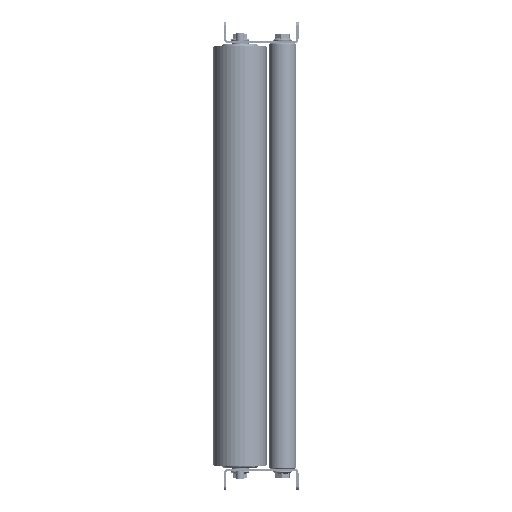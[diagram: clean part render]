
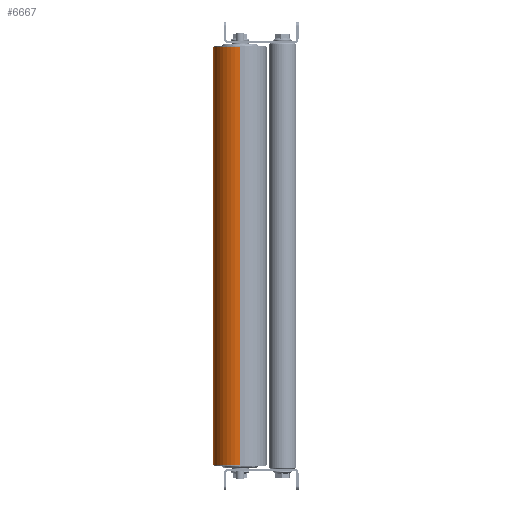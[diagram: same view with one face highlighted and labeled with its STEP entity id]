
A CAD part, left-side view. The second image highlights one B-rep face of the part: STEP entity #6667.
In plain terms, the highlighted cylindrical face has radius 25 mm (diameter 50 mm), a partial arc.
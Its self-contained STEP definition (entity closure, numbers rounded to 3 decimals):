
#953 = DIRECTION ( 'NONE',  ( 1., 0., 0. ) ) ;
#3184 = AXIS2_PLACEMENT_3D ( 'NONE', #8354, #953, #20815 ) ;
#4457 = EDGE_CURVE ( 'NONE', #49420, #34723, #46900, .T. ) ;
#4763 = CARTESIAN_POINT ( 'NONE',  ( 392.6, 0., -25. ) ) ;
#6655 = LINE ( 'NONE', #44430, #50779 ) ;
#6667 = ADVANCED_FACE ( 'Fl�che1', ( #33303 ), #30159, .T. ) ;
#6836 = ORIENTED_EDGE ( 'NONE', *, *, #35599, .F. ) ;
#8009 = DIRECTION ( 'NONE',  ( -1., 0., 0. ) ) ;
#8354 = CARTESIAN_POINT ( 'NONE',  ( 392.6, 0., 0. ) ) ;
#9285 = DIRECTION ( 'NONE',  ( 0., 0., 1. ) ) ;
#10069 = DIRECTION ( 'NONE',  ( -1., 0., 0. ) ) ;
#12032 = ORIENTED_EDGE ( 'NONE', *, *, #17930, .T. ) ;
#14097 = VERTEX_POINT ( 'NONE', #4763 ) ;
#14459 = EDGE_LOOP ( 'NONE', ( #6836, #12032, #40300, #49105 ) ) ;
#14846 = VERTEX_POINT ( 'NONE', #51703 ) ;
#15718 = AXIS2_PLACEMENT_3D ( 'NONE', #38550, #30912, #50442 ) ;
#16704 = DIRECTION ( 'NONE',  ( -1., 0., 0. ) ) ;
#17930 = EDGE_CURVE ( 'NONE', #14097, #49420, #48979, .T. ) ;
#19738 = CARTESIAN_POINT ( 'NONE',  ( 0., 0., 25. ) ) ;
#20815 = DIRECTION ( 'NONE',  ( 0., 0., -1. ) ) ;
#26000 = CIRCLE ( 'NONE', #3184, 25. ) ;
#27160 = EDGE_CURVE ( 'NONE', #14846, #34723, #6655, .T. ) ;
#27868 = CARTESIAN_POINT ( 'NONE',  ( 392.6, 0., -25. ) ) ;
#29166 = CARTESIAN_POINT ( 'NONE',  ( 0., 0., -25. ) ) ;
#29345 = VECTOR ( 'NONE', #8009, 1000. ) ;
#30159 = CYLINDRICAL_SURFACE ( 'NONE', #50568, 25. ) ;
#30912 = DIRECTION ( 'NONE',  ( 1., 0., 0. ) ) ;
#33303 = FACE_OUTER_BOUND ( 'NONE', #14459, .T. ) ;
#34723 = VERTEX_POINT ( 'NONE', #19738 ) ;
#35599 = EDGE_CURVE ( 'NONE', #14097, #14846, #26000, .T. ) ;
#38550 = CARTESIAN_POINT ( 'NONE',  ( 0., 0., 0. ) ) ;
#40300 = ORIENTED_EDGE ( 'NONE', *, *, #4457, .T. ) ;
#44430 = CARTESIAN_POINT ( 'NONE',  ( 392.6, 0., 25. ) ) ;
#46286 = CARTESIAN_POINT ( 'NONE',  ( 392.6, 0., 0. ) ) ;
#46900 = CIRCLE ( 'NONE', #15718, 25. ) ;
#48979 = LINE ( 'NONE', #27868, #29345 ) ;
#49105 = ORIENTED_EDGE ( 'NONE', *, *, #27160, .F. ) ;
#49420 = VERTEX_POINT ( 'NONE', #29166 ) ;
#50442 = DIRECTION ( 'NONE',  ( 0., 0., -1. ) ) ;
#50568 = AXIS2_PLACEMENT_3D ( 'NONE', #46286, #10069, #9285 ) ;
#50779 = VECTOR ( 'NONE', #16704, 1000. ) ;
#51703 = CARTESIAN_POINT ( 'NONE',  ( 392.6, 0., 25. ) ) ;
